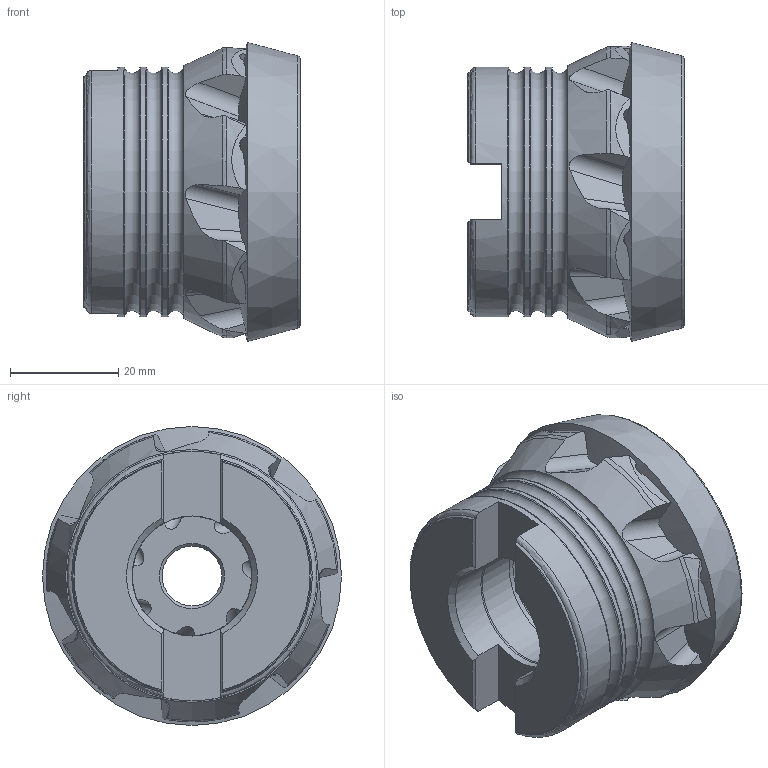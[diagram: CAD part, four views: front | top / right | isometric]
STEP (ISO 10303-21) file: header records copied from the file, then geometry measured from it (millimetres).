
FILE_DESCRIPTION (( 'STEP AP214' ), '1' );
FILE_NAME ('75_050_T09_7.STEP', '2015-10-21T08:23:58', ( '' ), ( '' ), 'SwSTEP 2.0', 'SolidWorks 2015', '' );
FILE_SCHEMA (( 'AUTOMOTIVE_DESIGN' ));
Length unit declared in the file: millimetre
Products named in the file (1): 75_050_T09_7
Bounding box: 40 x 55.14 x 55.14 mm (x, y, z)
Volume: 55379.5 mm3; surface area: 15140.6 mm2
Topology: 1 solids, 8 shells, 185 faces, 558 edges, 369 vertices
Faces by surface type: plane 64, cylinder 57, cone 37, torus 20, bspline 7
Full cylindrical faces by diameter (mm): 3 x7, 3.3 x7, 11 x1, 16.5 x1, 22 x1, 22.15 x1, 22.3 x1, 46 x3
Entity records: 7580 total; most frequent: CARTESIAN_POINT 3323, ORIENTED_EDGE 944, DIRECTION 633, EDGE_CURVE 472, VERTEX_POINT 333, AXIS2_PLACEMENT_3D 275, B_SPLINE_CURVE_WITH_KNOTS 239, EDGE_LOOP 229
